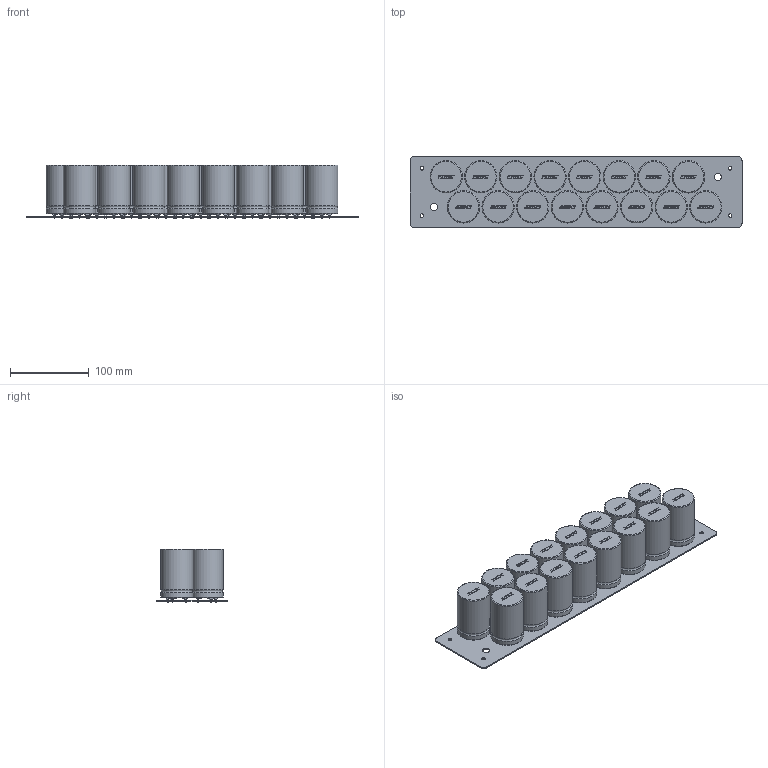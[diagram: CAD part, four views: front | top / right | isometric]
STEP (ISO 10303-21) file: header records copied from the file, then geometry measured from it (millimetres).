
FILE_DESCRIPTION(/* description */ (''),/* implementation_level */ '2;1');
FILE_NAME(/* name */ 'CapBankBreakout_.step',/* time_stamp */ '2024-04-02T23:13:44-05:00',/* author */ (''),/* organization */ (''),/* preprocessor_version */ 'ST-DEVELOPER v20',/* originating_system */ 'Autodesk Translation Framework v12.20.1.177',/* authorisation */ '');
FILE_SCHEMA (('AUTOMOTIVE_DESIGN { 1 0 10303 214 3 1 1 }'));
Length unit declared in the file: millimetre
Products named in the file (4): CapBankBreakout; ALF70C102EH400; COMPOUND; CapBankBreakout PCB
Assembly tree (18 placements, depth 3):
  CapBankBreakout
    ALF70C102EH400  x16
      COMPOUND
    CapBankBreakout PCB
Bounding box: 422 x 90 x 68.61 mm (x, y, z)
Volume: 1364964.3 mm3; surface area: 252334.3 mm2
Topology: 97 solids, 97 shells, 5052 faces, 12430 edges, 7572 vertices
Faces by surface type: plane 2474, cylinder 1890, torus 560, bspline 128
Full cylindrical faces by diameter (mm): 1.575 x64, 3.5 x64, 9.144 x2, 41 x32
Entity records: 22221 total; most frequent: CARTESIAN_POINT 5515, ORIENTED_EDGE 3394, DIRECTION 3278, EDGE_CURVE 1697, LINE 1334, VECTOR 1334, VERTEX_POINT 1092, AXIS2_PLACEMENT_3D 972
